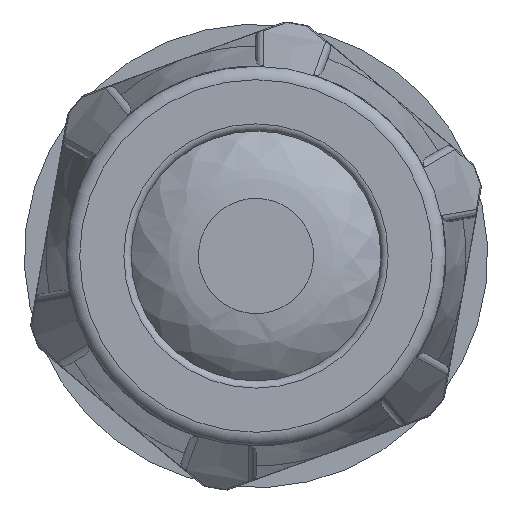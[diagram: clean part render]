
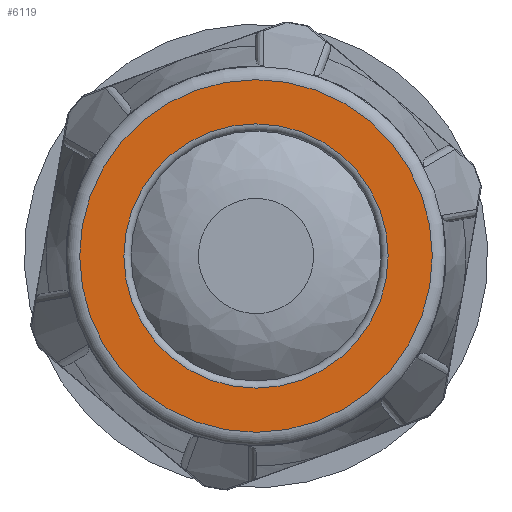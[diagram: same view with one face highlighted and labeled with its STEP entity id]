
A CAD part, left-side view. The second image highlights one B-rep face of the part: STEP entity #6119.
In plain terms, the highlighted planar face has unit normal (-1, 0, 0).
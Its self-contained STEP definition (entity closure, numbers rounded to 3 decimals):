
#319=FACE_BOUND('',#1931,.T.);
#1190=PLANE('',#6851);
#1538=FACE_OUTER_BOUND('',#1930,.T.);
#1930=EDGE_LOOP('',(#5713));
#1931=EDGE_LOOP('',(#5714));
#2322=CIRCLE('',#6850,9.125);
#2323=CIRCLE('',#6852,12.174);
#3083=VERTEX_POINT('',#15511);
#3084=VERTEX_POINT('',#15514);
#3964=EDGE_CURVE('',#3083,#3083,#2322,.T.);
#3965=EDGE_CURVE('',#3084,#3084,#2323,.T.);
#5713=ORIENTED_EDGE('',*,*,#3965,.F.);
#5714=ORIENTED_EDGE('',*,*,#3964,.T.);
#6119=ADVANCED_FACE('',(#1538,#319),#1190,.T.);
#6850=AXIS2_PLACEMENT_3D('',#15512,#8534,#8535);
#6851=AXIS2_PLACEMENT_3D('',#15513,#8536,#8537);
#6852=AXIS2_PLACEMENT_3D('',#15515,#8538,#8539);
#8534=DIRECTION('center_axis',(1.,0.,0.));
#8535=DIRECTION('ref_axis',(0.,0.,-1.));
#8536=DIRECTION('center_axis',(-1.,0.,0.));
#8537=DIRECTION('ref_axis',(0.,0.,1.));
#8538=DIRECTION('center_axis',(1.,0.,0.));
#8539=DIRECTION('ref_axis',(0.,0.,-1.));
#15511=CARTESIAN_POINT('',(-26.06,9.125,0.));
#15512=CARTESIAN_POINT('Origin',(-26.06,0.,0.));
#15513=CARTESIAN_POINT('Origin',(-26.06,12.174,0.));
#15514=CARTESIAN_POINT('',(-26.06,12.174,0.));
#15515=CARTESIAN_POINT('Origin',(-26.06,0.,0.));
